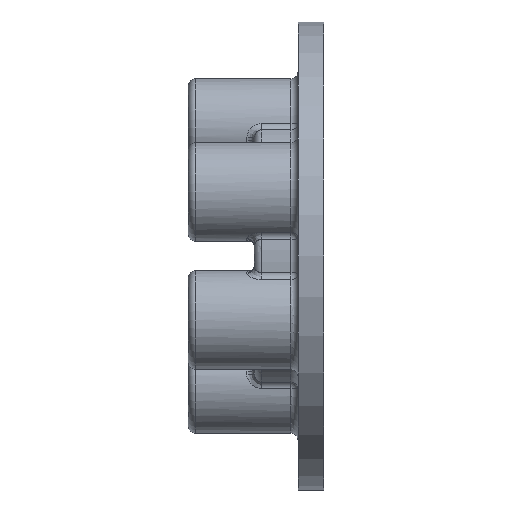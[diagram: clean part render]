
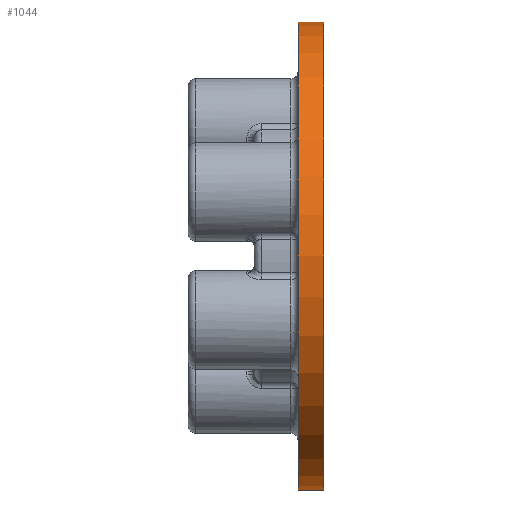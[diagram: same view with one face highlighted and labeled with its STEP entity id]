
A CAD part, left-side view. The second image highlights one B-rep face of the part: STEP entity #1044.
In plain terms, the highlighted cylindrical face has radius 64 mm (diameter 128 mm), a partial arc.
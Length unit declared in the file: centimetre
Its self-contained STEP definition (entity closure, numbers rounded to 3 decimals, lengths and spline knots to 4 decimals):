
#68 = EDGE_LOOP ( 'NONE', ( #7590, #7338, #2685, #6462 ) ) ;
#130 = DIRECTION ( 'NONE',  ( 0., 0., 1. ) ) ;
#771 = VERTEX_POINT ( 'NONE', #2771 ) ;
#799 = EDGE_CURVE ( 'NONE', #771, #4819, #6159, .T. ) ;
#930 = FACE_OUTER_BOUND ( 'NONE', #68, .T. ) ;
#1044 = ADVANCED_FACE ( 'NONE', ( #930 ), #2760, .T. ) ;
#1057 = VERTEX_POINT ( 'NONE', #2874 ) ;
#1143 = CARTESIAN_POINT ( 'NONE',  ( 0., 0., 6.4 ) ) ;
#1280 = CARTESIAN_POINT ( 'NONE',  ( 0., 0.7, -6.4 ) ) ;
#1500 = EDGE_CURVE ( 'NONE', #2769, #1057, #5288, .T. ) ;
#1811 = VECTOR ( 'NONE', #4987, 100. ) ;
#1836 = LINE ( 'NONE', #1280, #1811 ) ;
#2680 = CARTESIAN_POINT ( 'NONE',  ( 0., 0.7, 6.4 ) ) ;
#2685 = ORIENTED_EDGE ( 'NONE', *, *, #3456, .T. ) ;
#2740 = EDGE_CURVE ( 'NONE', #1057, #4819, #5581, .T. ) ;
#2760 = CYLINDRICAL_SURFACE ( 'NONE', #4840, 6.4 ) ;
#2769 = VERTEX_POINT ( 'NONE', #5088 ) ;
#2771 = CARTESIAN_POINT ( 'NONE',  ( 0., 0., -6.4 ) ) ;
#2874 = CARTESIAN_POINT ( 'NONE',  ( 0., 0.7, 6.4 ) ) ;
#2908 = AXIS2_PLACEMENT_3D ( 'NONE', #5264, #5711, #130 ) ;
#3343 = DIRECTION ( 'NONE',  ( 0., -1., 0. ) ) ;
#3456 = EDGE_CURVE ( 'NONE', #2769, #771, #1836, .T. ) ;
#4105 = CARTESIAN_POINT ( 'NONE',  ( 0., 0.7, 0. ) ) ;
#4638 = VECTOR ( 'NONE', #3343, 100. ) ;
#4819 = VERTEX_POINT ( 'NONE', #1143 ) ;
#4840 = AXIS2_PLACEMENT_3D ( 'NONE', #4105, #5287, #7774 ) ;
#4987 = DIRECTION ( 'NONE',  ( 0., -1., 0. ) ) ;
#5088 = CARTESIAN_POINT ( 'NONE',  ( 0., 0.7, -6.4 ) ) ;
#5157 = CARTESIAN_POINT ( 'NONE',  ( 0., 0.7, 0. ) ) ;
#5264 = CARTESIAN_POINT ( 'NONE',  ( 0., 0., 0. ) ) ;
#5287 = DIRECTION ( 'NONE',  ( 0., -1., 0. ) ) ;
#5288 = CIRCLE ( 'NONE', #7619, 6.4 ) ;
#5581 = LINE ( 'NONE', #2680, #4638 ) ;
#5711 = DIRECTION ( 'NONE',  ( 0., 1., 0. ) ) ;
#5859 = DIRECTION ( 'NONE',  ( 0., 1., 0. ) ) ;
#5927 = DIRECTION ( 'NONE',  ( 0., 0., 1. ) ) ;
#6159 = CIRCLE ( 'NONE', #2908, 6.4 ) ;
#6462 = ORIENTED_EDGE ( 'NONE', *, *, #799, .T. ) ;
#7338 = ORIENTED_EDGE ( 'NONE', *, *, #1500, .F. ) ;
#7590 = ORIENTED_EDGE ( 'NONE', *, *, #2740, .F. ) ;
#7619 = AXIS2_PLACEMENT_3D ( 'NONE', #5157, #5859, #5927 ) ;
#7774 = DIRECTION ( 'NONE',  ( 0., 0., -1. ) ) ;
